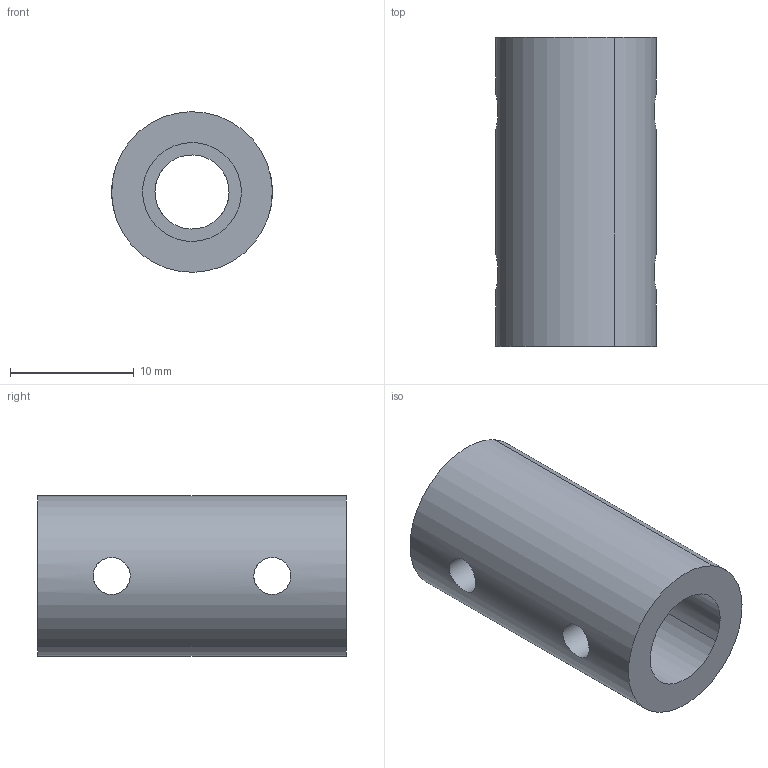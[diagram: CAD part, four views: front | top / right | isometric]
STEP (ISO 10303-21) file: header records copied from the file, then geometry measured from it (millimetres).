
FILE_DESCRIPTION(('CATIA V5 STEP Exchange'),'2;1');
FILE_NAME('02-14-0013.stp','2018-08-13T16:25:34+00:00',('none'),('none'),'Version 5-6 Release 2012','CATIA V5 STEP AP203','none');
FILE_SCHEMA(('CONFIG_CONTROL_DESIGN'));
Length unit declared in the file: millimetre
Products named in the file (1): 02-14-0013
Bounding box: 13 x 25 x 13 mm (x, y, z)
Volume: 2250.6 mm3; surface area: 1838.5 mm2
Topology: 1 solids, 1 shells, 17 faces, 52 edges, 36 vertices
Faces by surface type: cylinder 14, plane 3
Entity records: 755 total; most frequent: CARTESIAN_POINT 305, ORIENTED_EDGE 104, EDGE_CURVE 52, DIRECTION 44, VERTEX_POINT 36, EDGE_LOOP 26, B_SPLINE_CURVE_WITH_KNOTS 24, AXIS2_PLACEMENT_3D 21
